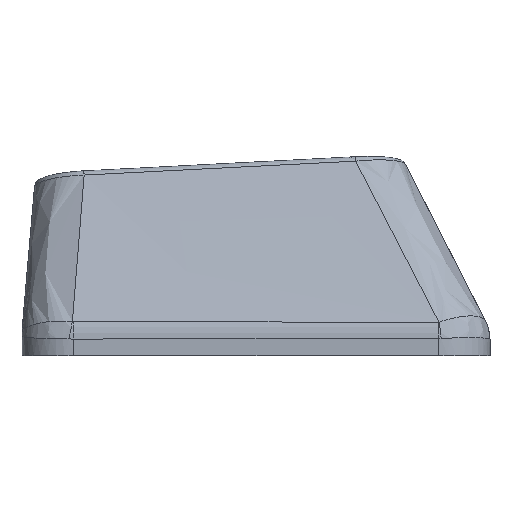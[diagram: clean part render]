
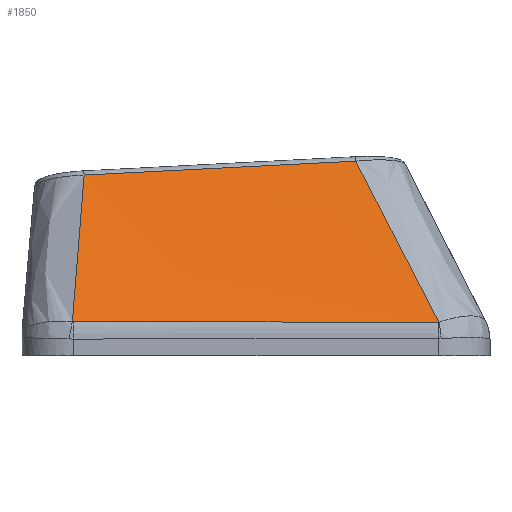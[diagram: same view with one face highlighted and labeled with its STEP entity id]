
A CAD part, left-side view. The second image highlights one B-rep face of the part: STEP entity #1850.
In plain terms, the highlighted free-form (B-spline) face has degree [3, 3] with [4, 4] control points.
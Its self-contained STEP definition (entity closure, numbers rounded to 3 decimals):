
#40=B_SPLINE_SURFACE_WITH_KNOTS('',3,3,((#4505,#4506,#4507,#4508),(#4509,
#4510,#4511,#4512),(#4513,#4514,#4515,#4516),(#4517,#4518,#4519,#4520)),
 .UNSPECIFIED.,.F.,.F.,.F.,(4,4),(4,4),(0.107,0.899),
(0.031,0.956),.UNSPECIFIED.);
#327=FACE_OUTER_BOUND('',#423,.T.);
#423=EDGE_LOOP('',(#1617,#1618,#1619,#1620,#1621,#1622));
#594=B_SPLINE_CURVE_WITH_KNOTS('',3,(#3931,#3932,#3933,#3934),
 .UNSPECIFIED.,.F.,.F.,(4,4),(0.,0.003),
 .UNSPECIFIED.);
#595=B_SPLINE_CURVE_WITH_KNOTS('',3,(#3952,#3953,#3954,#3955),
 .UNSPECIFIED.,.F.,.F.,(4,4),(-1.416,0.),.UNSPECIFIED.);
#598=B_SPLINE_CURVE_WITH_KNOTS('',3,(#3985,#3986,#3987,#3988),
 .UNSPECIFIED.,.F.,.F.,(4,4),(0.,0.004),.UNSPECIFIED.);
#609=B_SPLINE_CURVE_WITH_KNOTS('',3,(#4215,#4216,#4217,#4218),
 .UNSPECIFIED.,.F.,.F.,(4,4),(0.025,0.785),
 .UNSPECIFIED.);
#617=B_SPLINE_CURVE_WITH_KNOTS('',3,(#4445,#4446,#4447,#4448),
 .UNSPECIFIED.,.F.,.F.,(4,4),(0.,1.056),.UNSPECIFIED.);
#620=B_SPLINE_CURVE_WITH_KNOTS('',3,(#4521,#4522,#4523,#4524),
 .UNSPECIFIED.,.F.,.F.,(4,4),(-0.661,-0.023),
 .UNSPECIFIED.);
#817=VERTEX_POINT('',#3893);
#819=VERTEX_POINT('',#3924);
#821=VERTEX_POINT('',#3951);
#823=VERTEX_POINT('',#3978);
#839=VERTEX_POINT('',#4209);
#844=VERTEX_POINT('',#4443);
#1071=EDGE_CURVE('',#817,#819,#594,.T.);
#1072=EDGE_CURVE('',#819,#821,#595,.T.);
#1077=EDGE_CURVE('',#821,#823,#598,.T.);
#1103=EDGE_CURVE('',#839,#817,#609,.T.);
#1118=EDGE_CURVE('',#844,#839,#617,.T.);
#1122=EDGE_CURVE('',#823,#844,#620,.T.);
#1617=ORIENTED_EDGE('',*,*,#1071,.F.);
#1618=ORIENTED_EDGE('',*,*,#1103,.F.);
#1619=ORIENTED_EDGE('',*,*,#1118,.F.);
#1620=ORIENTED_EDGE('',*,*,#1122,.F.);
#1621=ORIENTED_EDGE('',*,*,#1077,.F.);
#1622=ORIENTED_EDGE('',*,*,#1072,.F.);
#1850=ADVANCED_FACE('',(#327),#40,.F.);
#3893=CARTESIAN_POINT('',(-8.943,-7.107,0.299));
#3924=CARTESIAN_POINT('',(-8.944,-7.079,0.298));
#3931=CARTESIAN_POINT('Ctrl Pts',(-8.943,-7.107,0.299));
#3932=CARTESIAN_POINT('Ctrl Pts',(-8.944,-7.098,0.298));
#3933=CARTESIAN_POINT('Ctrl Pts',(-8.944,-7.088,0.298));
#3934=CARTESIAN_POINT('Ctrl Pts',(-8.944,-7.079,0.298));
#3951=CARTESIAN_POINT('',(-8.921,7.082,0.318));
#3952=CARTESIAN_POINT('Ctrl Pts',(-8.944,-7.079,0.298));
#3953=CARTESIAN_POINT('Ctrl Pts',(-8.937,-2.359,0.304));
#3954=CARTESIAN_POINT('Ctrl Pts',(-8.929,2.361,0.311));
#3955=CARTESIAN_POINT('Ctrl Pts',(-8.921,7.082,0.318));
#3978=CARTESIAN_POINT('',(-8.919,7.125,0.322));
#3985=CARTESIAN_POINT('Ctrl Pts',(-8.921,7.082,0.318));
#3986=CARTESIAN_POINT('Ctrl Pts',(-8.921,7.096,0.318));
#3987=CARTESIAN_POINT('Ctrl Pts',(-8.92,7.111,0.319));
#3988=CARTESIAN_POINT('Ctrl Pts',(-8.919,7.125,0.322));
#4209=CARTESIAN_POINT('',(-6.065,-3.872,6.549));
#4215=CARTESIAN_POINT('Ctrl Pts',(-6.065,-3.872,6.549));
#4216=CARTESIAN_POINT('Ctrl Pts',(-7.027,-4.953,4.467));
#4217=CARTESIAN_POINT('Ctrl Pts',(-7.986,-6.03,2.384));
#4218=CARTESIAN_POINT('Ctrl Pts',(-8.943,-7.107,0.299));
#4443=CARTESIAN_POINT('',(-6.069,6.671,6.009));
#4445=CARTESIAN_POINT('Ctrl Pts',(-6.069,6.671,6.009));
#4446=CARTESIAN_POINT('Ctrl Pts',(-6.068,3.156,6.189));
#4447=CARTESIAN_POINT('Ctrl Pts',(-6.066,-0.358,
6.368));
#4448=CARTESIAN_POINT('Ctrl Pts',(-6.065,-3.872,6.549));
#4505=CARTESIAN_POINT('Ctrl Pts',(-6.065,7.032,6.));
#4506=CARTESIAN_POINT('Ctrl Pts',(-7.025,7.063,4.09));
#4507=CARTESIAN_POINT('Ctrl Pts',(-7.984,7.095,2.181));
#4508=CARTESIAN_POINT('Ctrl Pts',(-8.944,7.126,0.272));
#4509=CARTESIAN_POINT('Ctrl Pts',(-6.065,3.271,6.189));
#4510=CARTESIAN_POINT('Ctrl Pts',(-7.025,2.975,4.219));
#4511=CARTESIAN_POINT('Ctrl Pts',(-7.984,2.678,2.25));
#4512=CARTESIAN_POINT('Ctrl Pts',(-8.944,2.382,0.28));
#4513=CARTESIAN_POINT('Ctrl Pts',(-6.065,-0.49,
6.378));
#4514=CARTESIAN_POINT('Ctrl Pts',(-7.025,-1.114,4.349));
#4515=CARTESIAN_POINT('Ctrl Pts',(-7.984,-1.738,2.319));
#4516=CARTESIAN_POINT('Ctrl Pts',(-8.944,-2.363,0.289));
#4517=CARTESIAN_POINT('Ctrl Pts',(-6.065,-4.25,6.568));
#4518=CARTESIAN_POINT('Ctrl Pts',(-7.025,-5.203,4.478));
#4519=CARTESIAN_POINT('Ctrl Pts',(-7.984,-6.155,2.388));
#4520=CARTESIAN_POINT('Ctrl Pts',(-8.944,-7.107,0.298));
#4521=CARTESIAN_POINT('Ctrl Pts',(-8.919,7.125,0.322));
#4522=CARTESIAN_POINT('Ctrl Pts',(-7.967,6.971,2.217));
#4523=CARTESIAN_POINT('Ctrl Pts',(-7.016,6.819,4.112));
#4524=CARTESIAN_POINT('Ctrl Pts',(-6.069,6.671,6.009));
